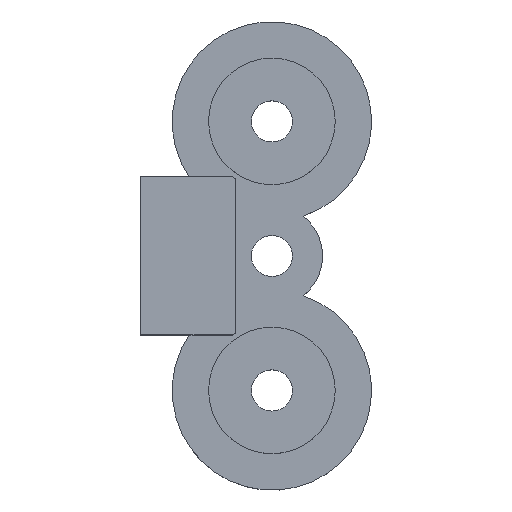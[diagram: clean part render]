
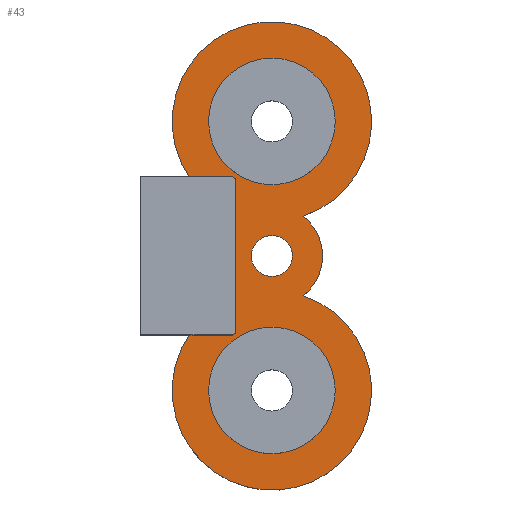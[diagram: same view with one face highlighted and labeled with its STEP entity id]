
A CAD part, top view. The second image highlights one B-rep face of the part: STEP entity #43.
In plain terms, the highlighted planar face has unit normal (0, 0, 1).
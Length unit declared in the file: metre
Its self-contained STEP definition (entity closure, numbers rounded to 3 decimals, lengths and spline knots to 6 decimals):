
#43 = ADVANCED_FACE( '', ( #98, #99, #100, #101 ), #102, .T. );
#98 = FACE_BOUND( '', #175, .T. );
#99 = FACE_OUTER_BOUND( '', #176, .T. );
#100 = FACE_BOUND( '', #177, .T. );
#101 = FACE_BOUND( '', #178, .T. );
#102 = PLANE( '', #179 );
#175 = EDGE_LOOP( '', ( #246 ) );
#176 = EDGE_LOOP( '', ( #247, #248, #249, #250, #251, #252, #253, #254 ) );
#177 = EDGE_LOOP( '', ( #255 ) );
#178 = EDGE_LOOP( '', ( #256 ) );
#179 = AXIS2_PLACEMENT_3D( '', #257, #258, #259 );
#246 = ORIENTED_EDGE( '', *, *, #402, .F. );
#247 = ORIENTED_EDGE( '', *, *, #403, .F. );
#248 = ORIENTED_EDGE( '', *, *, #404, .T. );
#249 = ORIENTED_EDGE( '', *, *, #405, .T. );
#250 = ORIENTED_EDGE( '', *, *, #406, .T. );
#251 = ORIENTED_EDGE( '', *, *, #407, .F. );
#252 = ORIENTED_EDGE( '', *, *, #408, .F. );
#253 = ORIENTED_EDGE( '', *, *, #409, .T. );
#254 = ORIENTED_EDGE( '', *, *, #410, .F. );
#255 = ORIENTED_EDGE( '', *, *, #411, .F. );
#256 = ORIENTED_EDGE( '', *, *, #412, .F. );
#257 = CARTESIAN_POINT( '', ( 0.000356, 0.003674, 0. ) );
#258 = DIRECTION( '', ( 0., 0., 1. ) );
#259 = DIRECTION( '', ( 1., 0., 0. ) );
#402 = EDGE_CURVE( '', #461, #461, #462, .T. );
#403 = EDGE_CURVE( '', #463, #464, #465, .T. );
#404 = EDGE_CURVE( '', #463, #466, #467, .T. );
#405 = EDGE_CURVE( '', #466, #468, #469, .T. );
#406 = EDGE_CURVE( '', #468, #470, #471, .T. );
#407 = EDGE_CURVE( '', #472, #470, #473, .T. );
#408 = EDGE_CURVE( '', #474, #472, #475, .T. );
#409 = EDGE_CURVE( '', #474, #476, #477, .T. );
#410 = EDGE_CURVE( '', #464, #476, #478, .T. );
#411 = EDGE_CURVE( '', #479, #479, #480, .T. );
#412 = EDGE_CURVE( '', #481, #481, #482, .T. );
#461 = VERTEX_POINT( '', #550 );
#462 = CIRCLE( '', #551, 0.004 );
#463 = VERTEX_POINT( '', #552 );
#464 = VERTEX_POINT( '', #553 );
#465 = CIRCLE( '', #554, 0.0043 );
#466 = VERTEX_POINT( '', #555 );
#467 = LINE( '', #556, #557 );
#468 = VERTEX_POINT( '', #558 );
#469 = CIRCLE( '', #559, 0.0063 );
#470 = VERTEX_POINT( '', #560 );
#471 = CIRCLE( '', #561, 0.0032 );
#472 = VERTEX_POINT( '', #562 );
#473 = CIRCLE( '', #563, 0.0063 );
#474 = VERTEX_POINT( '', #564 );
#475 = LINE( '', #565, #566 );
#476 = VERTEX_POINT( '', #567 );
#477 = CIRCLE( '', #568, 0.0043 );
#478 = LINE( '', #569, #570 );
#479 = VERTEX_POINT( '', #571 );
#480 = CIRCLE( '', #572, 0.0013 );
#481 = VERTEX_POINT( '', #573 );
#482 = CIRCLE( '', #574, 0.004 );
#550 = CARTESIAN_POINT( '', ( -0.0133, 0.101746, 0. ) );
#551 = AXIS2_PLACEMENT_3D( '', #658, #659, #660 );
#552 = CARTESIAN_POINT( '', ( -0.019798, 0.105246, 0. ) );
#553 = CARTESIAN_POINT( '', ( -0.0196, 0.105379, 0. ) );
#554 = AXIS2_PLACEMENT_3D( '', #661, #662, #663 );
#555 = CARTESIAN_POINT( '', ( -0.022538, 0.105246, 0. ) );
#556 = CARTESIAN_POINT( '', ( -0.023269, 0.105246, 0. ) );
#557 = VECTOR( '', #664, 1. );
#558 = CARTESIAN_POINT( '', ( -0.015325, 0.107729, 0. ) );
#559 = AXIS2_PLACEMENT_3D( '', #665, #666, #667 );
#560 = CARTESIAN_POINT( '', ( -0.015325, 0.112764, 0. ) );
#561 = AXIS2_PLACEMENT_3D( '', #668, #669, #670 );
#562 = CARTESIAN_POINT( '', ( -0.022538, 0.115246, 0. ) );
#563 = AXIS2_PLACEMENT_3D( '', #671, #672, #673 );
#564 = CARTESIAN_POINT( '', ( -0.019798, 0.115246, 0. ) );
#565 = CARTESIAN_POINT( '', ( -0.023269, 0.115246, 0. ) );
#566 = VECTOR( '', #674, 1. );
#567 = CARTESIAN_POINT( '', ( -0.0196, 0.115113, 0. ) );
#568 = AXIS2_PLACEMENT_3D( '', #675, #676, #677 );
#569 = CARTESIAN_POINT( '', ( -0.0196, 0.107816, 0. ) );
#570 = VECTOR( '', #678, 1. );
#571 = CARTESIAN_POINT( '', ( -0.016, 0.110246, 0. ) );
#572 = AXIS2_PLACEMENT_3D( '', #679, #680, #681 );
#573 = CARTESIAN_POINT( '', ( -0.0133, 0.118746, 0. ) );
#574 = AXIS2_PLACEMENT_3D( '', #682, #683, #684 );
#658 = CARTESIAN_POINT( '', ( -0.0173, 0.101746, 0. ) );
#659 = DIRECTION( '', ( 0., 0., 1. ) );
#660 = DIRECTION( '', ( 1., 0., 0. ) );
#661 = CARTESIAN_POINT( '', ( -0.0173, 0.101746, 0. ) );
#662 = DIRECTION( '', ( 0., 0., -1. ) );
#663 = DIRECTION( '', ( 1., 0., 0. ) );
#664 = DIRECTION( '', ( -1., 0., 0. ) );
#665 = CARTESIAN_POINT( '', ( -0.0173, 0.101746, 0. ) );
#666 = DIRECTION( '', ( 0., 0., 1. ) );
#667 = DIRECTION( '', ( 1., 0., 0. ) );
#668 = CARTESIAN_POINT( '', ( -0.0173, 0.110246, 0. ) );
#669 = DIRECTION( '', ( 0., 0., 1. ) );
#670 = DIRECTION( '', ( 1., 0., 0. ) );
#671 = CARTESIAN_POINT( '', ( -0.0173, 0.118746, 0. ) );
#672 = DIRECTION( '', ( 0., 0., -1. ) );
#673 = DIRECTION( '', ( 1., 0., 0. ) );
#674 = DIRECTION( '', ( -1., 0., 0. ) );
#675 = CARTESIAN_POINT( '', ( -0.0173, 0.118746, 0. ) );
#676 = DIRECTION( '', ( 0., 0., 1. ) );
#677 = DIRECTION( '', ( 1., 0., 0. ) );
#678 = DIRECTION( '', ( 0., 1., 0. ) );
#679 = CARTESIAN_POINT( '', ( -0.0173, 0.110246, 0. ) );
#680 = DIRECTION( '', ( 0., 0., 1. ) );
#681 = DIRECTION( '', ( 1., 0., 0. ) );
#682 = CARTESIAN_POINT( '', ( -0.0173, 0.118746, 0. ) );
#683 = DIRECTION( '', ( 0., 0., 1. ) );
#684 = DIRECTION( '', ( 1., 0., 0. ) );
